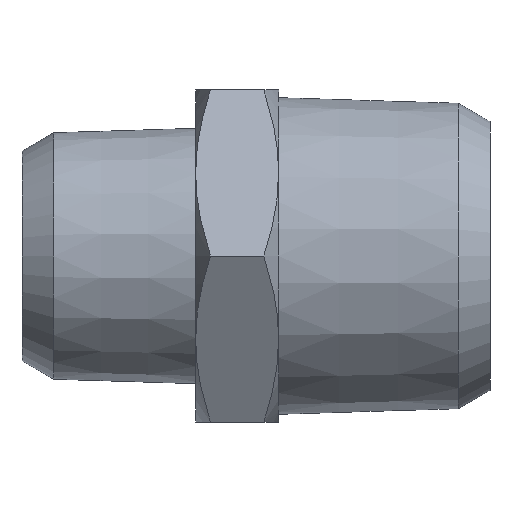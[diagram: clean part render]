
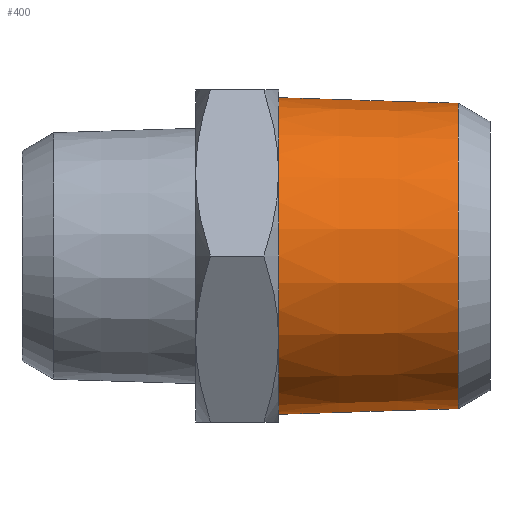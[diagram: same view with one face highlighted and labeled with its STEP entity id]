
A CAD part, left-side view. The second image highlights one B-rep face of the part: STEP entity #400.
In plain terms, the highlighted conical face has half-angle 1.788 degrees and reference radius 10.485 mm.
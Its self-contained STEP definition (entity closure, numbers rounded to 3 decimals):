
#161=ORIENTED_EDGE('',*,*,#220,.F.);
#162=ORIENTED_EDGE('',*,*,#189,.T.);
#189=EDGE_CURVE('',#236,#236,#265,.F.);
#220=EDGE_CURVE('',#254,#254,#276,.T.);
#236=VERTEX_POINT('',#645);
#254=VERTEX_POINT('',#754);
#265=CIRCLE('',#431,10.485);
#276=CIRCLE('',#460,10.114);
#309=EDGE_LOOP('',(#161));
#310=EDGE_LOOP('',(#162));
#349=FACE_BOUND('',#309,.T.);
#350=FACE_BOUND('',#310,.T.);
#375=CONICAL_SURFACE('',#459,10.485,0.031);
#400=ADVANCED_FACE('',(#349,#350),#375,.T.);
#431=AXIS2_PLACEMENT_3D('',#644,#496,#497);
#459=AXIS2_PLACEMENT_3D('',#752,#558,#559);
#460=AXIS2_PLACEMENT_3D('',#753,#560,#561);
#496=DIRECTION('',(0.,1.,0.));
#497=DIRECTION('',(0.,0.,1.));
#558=DIRECTION('',(0.,1.,0.));
#559=DIRECTION('',(0.,0.,1.));
#560=DIRECTION('',(0.,-1.,0.));
#561=DIRECTION('',(0.,0.,-1.));
#644=CARTESIAN_POINT('',(0.,0.,0.));
#645=CARTESIAN_POINT('',(0.,0.,10.485));
#752=CARTESIAN_POINT('',(0.,0.,0.));
#753=CARTESIAN_POINT('',(0.,-11.9,0.));
#754=CARTESIAN_POINT('',(0.,-11.9,-10.114));
